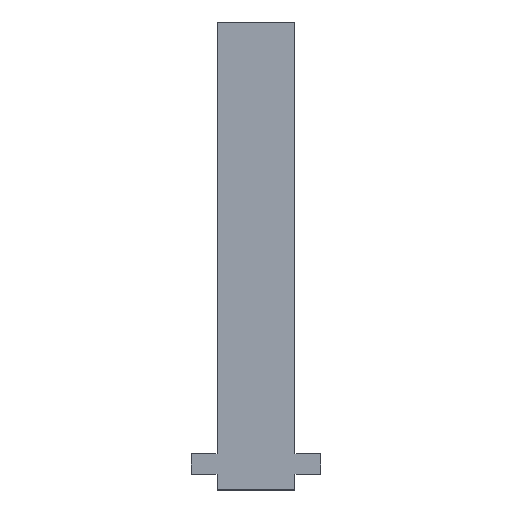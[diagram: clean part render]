
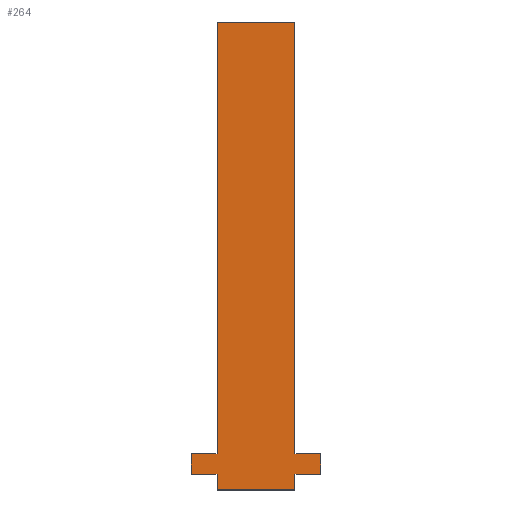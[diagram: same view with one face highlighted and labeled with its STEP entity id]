
A CAD part, top view. The second image highlights one B-rep face of the part: STEP entity #264.
In plain terms, the highlighted planar face has unit normal (0, 0, 1).
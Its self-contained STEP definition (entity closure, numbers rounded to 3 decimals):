
#18=FACE_OUTER_BOUND('',#32,.T.);
#32=EDGE_LOOP('',(#187,#188,#189,#190,#191,#192,#193,#194,#195,#196,#197,
#198));
#44=LINE('',#375,#80);
#50=LINE('',#387,#86);
#51=LINE('',#391,#87);
#55=LINE('',#399,#91);
#56=LINE('',#401,#92);
#57=LINE('',#403,#93);
#58=LINE('',#404,#94);
#59=LINE('',#405,#95);
#60=LINE('',#407,#96);
#61=LINE('',#409,#97);
#62=LINE('',#411,#98);
#63=LINE('',#412,#99);
#80=VECTOR('',#308,1000.);
#86=VECTOR('',#316,1000.);
#87=VECTOR('',#319,1000.);
#91=VECTOR('',#325,1000.);
#92=VECTOR('',#326,1000.);
#93=VECTOR('',#327,1000.);
#94=VECTOR('',#328,1000.);
#95=VECTOR('',#329,1000.);
#96=VECTOR('',#330,1000.);
#97=VECTOR('',#331,1000.);
#98=VECTOR('',#332,1000.);
#99=VECTOR('',#333,1000.);
#115=VERTEX_POINT('',#371);
#117=VERTEX_POINT('',#374);
#120=VERTEX_POINT('',#381);
#122=VERTEX_POINT('',#385);
#123=VERTEX_POINT('',#389);
#124=VERTEX_POINT('',#390);
#127=VERTEX_POINT('',#398);
#128=VERTEX_POINT('',#400);
#129=VERTEX_POINT('',#402);
#130=VERTEX_POINT('',#406);
#131=VERTEX_POINT('',#408);
#132=VERTEX_POINT('',#410);
#140=EDGE_CURVE('',#115,#117,#44,.T.);
#146=EDGE_CURVE('',#122,#120,#50,.T.);
#147=EDGE_CURVE('',#123,#124,#51,.T.);
#151=EDGE_CURVE('',#127,#123,#55,.T.);
#152=EDGE_CURVE('',#127,#128,#56,.T.);
#153=EDGE_CURVE('',#128,#129,#57,.T.);
#154=EDGE_CURVE('',#129,#120,#58,.T.);
#155=EDGE_CURVE('',#117,#122,#59,.T.);
#156=EDGE_CURVE('',#115,#130,#60,.T.);
#157=EDGE_CURVE('',#130,#131,#61,.T.);
#158=EDGE_CURVE('',#131,#132,#62,.T.);
#159=EDGE_CURVE('',#124,#132,#63,.T.);
#187=ORIENTED_EDGE('',*,*,#151,.F.);
#188=ORIENTED_EDGE('',*,*,#152,.T.);
#189=ORIENTED_EDGE('',*,*,#153,.T.);
#190=ORIENTED_EDGE('',*,*,#154,.T.);
#191=ORIENTED_EDGE('',*,*,#146,.F.);
#192=ORIENTED_EDGE('',*,*,#155,.F.);
#193=ORIENTED_EDGE('',*,*,#140,.F.);
#194=ORIENTED_EDGE('',*,*,#156,.T.);
#195=ORIENTED_EDGE('',*,*,#157,.T.);
#196=ORIENTED_EDGE('',*,*,#158,.T.);
#197=ORIENTED_EDGE('',*,*,#159,.F.);
#198=ORIENTED_EDGE('',*,*,#147,.F.);
#250=PLANE('',#292);
#264=ADVANCED_FACE('',(#18),#250,.F.);
#292=AXIS2_PLACEMENT_3D('',#397,#323,#324);
#308=DIRECTION('',(0.,1.,0.));
#316=DIRECTION('',(0.,-1.,0.));
#319=DIRECTION('',(-1.,0.,0.));
#323=DIRECTION('center_axis',(0.,0.,-1.));
#324=DIRECTION('ref_axis',(0.,-1.,0.));
#325=DIRECTION('',(0.,-1.,0.));
#326=DIRECTION('',(1.,0.,0.));
#327=DIRECTION('',(0.,1.,0.));
#328=DIRECTION('',(-1.,0.,0.));
#329=DIRECTION('',(1.,0.,0.));
#330=DIRECTION('',(-1.,0.,0.));
#331=DIRECTION('',(0.,-1.,0.));
#332=DIRECTION('',(1.,0.,0.));
#333=DIRECTION('',(0.,1.,0.));
#371=CARTESIAN_POINT('',(0.,-8.,3.));
#374=CARTESIAN_POINT('',(0.,75.,3.));
#375=CARTESIAN_POINT('',(0.,56.25,3.));
#381=CARTESIAN_POINT('',(15.,-8.,3.));
#385=CARTESIAN_POINT('',(15.,75.,3.));
#387=CARTESIAN_POINT('',(15.,18.75,3.));
#389=CARTESIAN_POINT('',(15.,-15.,3.));
#390=CARTESIAN_POINT('',(0.,-15.,3.));
#391=CARTESIAN_POINT('',(3.75,-15.,3.));
#397=CARTESIAN_POINT('Origin',(7.5,37.5,3.));
#398=CARTESIAN_POINT('',(15.,-12.,3.));
#399=CARTESIAN_POINT('',(15.,18.75,3.));
#400=CARTESIAN_POINT('',(20.,-12.,3.));
#401=CARTESIAN_POINT('',(-5.,-12.,3.));
#402=CARTESIAN_POINT('',(20.,-8.,3.));
#403=CARTESIAN_POINT('',(20.,-8.,3.));
#404=CARTESIAN_POINT('',(-5.,-8.,3.));
#405=CARTESIAN_POINT('',(11.25,75.,3.));
#406=CARTESIAN_POINT('',(-5.,-8.,3.));
#407=CARTESIAN_POINT('',(-5.,-8.,3.));
#408=CARTESIAN_POINT('',(-5.,-12.,3.));
#409=CARTESIAN_POINT('',(-5.,-8.,3.));
#410=CARTESIAN_POINT('',(0.,-12.,3.));
#411=CARTESIAN_POINT('',(-5.,-12.,3.));
#412=CARTESIAN_POINT('',(0.,56.25,3.));
